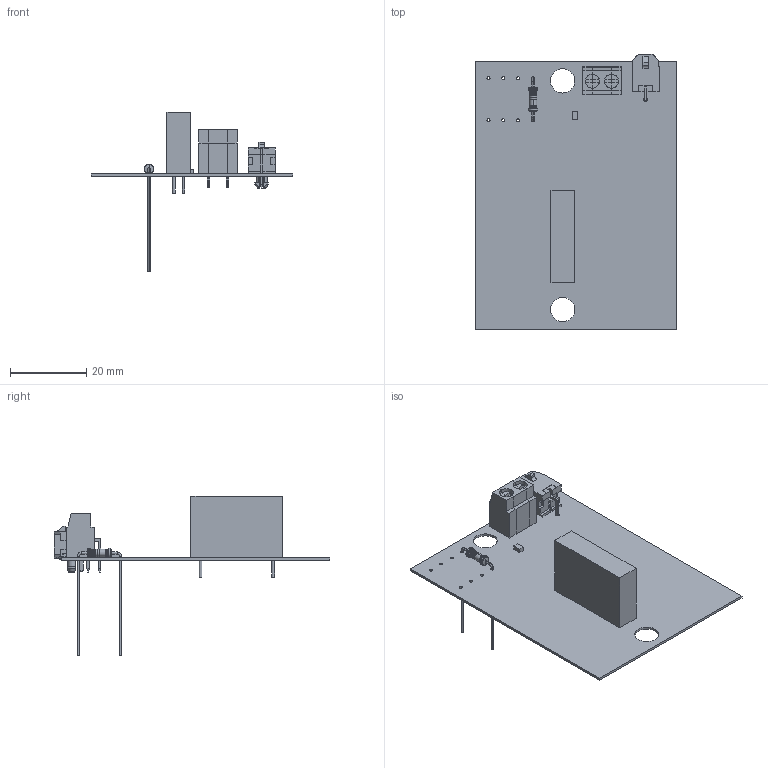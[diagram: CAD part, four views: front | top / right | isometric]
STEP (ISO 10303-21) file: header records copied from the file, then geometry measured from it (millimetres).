
FILE_DESCRIPTION(('Open CASCADE Model'),'2;1');
FILE_NAME('Open CASCADE Shape Model','2023-10-15T20:15:27',('Author'),( 'Open CASCADE'),'Open CASCADE STEP processor 7.5','Open CASCADE 7.5' ,'Unknown');
FILE_SCHEMA(('AUTOMOTIVE_DESIGN { 1 0 10303 214 1 1 1 1 }'));
Length unit declared in the file: millimetre
Products named in the file (21): PCB; Board; Open CASCADE STEP translator 7.5 2.1.1; U1; 6058541584; Extruded; R1; 6058542224; Q1; 6058542784; Body; Leads; J2; 691137710002; MRT12P5_SX; MRT12P5_CNT; MRT12P5_DX; J1; 6058548384; Open CASCADE STEP translator 7.5 2.6.1.1; Open CASCADE STEP translator 7.5 2.6.1.2
Assembly tree (23 placements, depth 4):
  PCB
    Board
      Open CASCADE STEP translator 7.5 2.1.1
    U1
      6058541584
        Extruded
    R1
      6058542224
    Q1
      6058542784
        Body
        Leads  x4
    J2
      691137710002
        MRT12P5_SX
        MRT12P5_CNT
        MRT12P5_DX
    J1
      6058548384
        Open CASCADE STEP translator 7.5 2.6.1.1
        Open CASCADE STEP translator 7.5 2.6.1.2
Bounding box: 52.7 x 72.16 x 41.62 mm (x, y, z)
Volume: 5623 mm3; surface area: 11261.9 mm2
Topology: 36 solids, 36 shells, 599 faces, 1532 edges, 1003 vertices
Faces by surface type: plane 445, cylinder 126, torus 18, cone 10
Full cylindrical faces by diameter (mm): 0.71 x16, 0.8 x8, 0.91 x4, 1.07 x2, 1.3 x2, 3.05 x1, 6.35 x2
Entity records: 19747 total; most frequent: CARTESIAN_POINT 3266, ORIENTED_EDGE 2970, DIRECTION 2950, EDGE_CURVE 1485, LINE 1188, VECTOR 1188, VERTEX_POINT 957, AXIS2_PLACEMENT_3D 881
